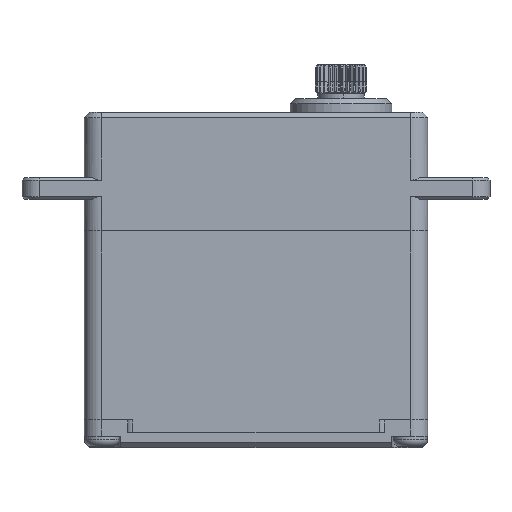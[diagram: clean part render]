
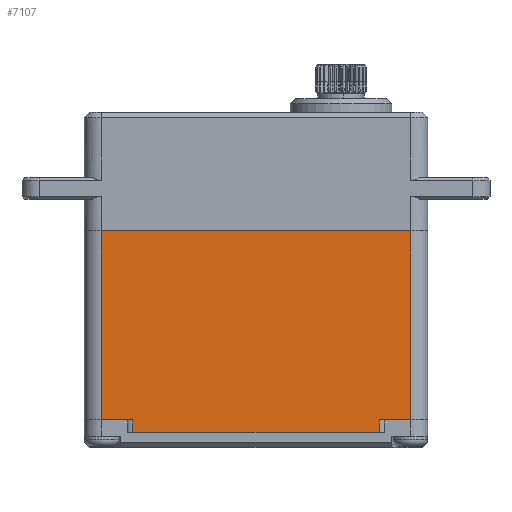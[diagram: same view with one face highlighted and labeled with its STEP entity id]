
A CAD part, top view. The second image highlights one B-rep face of the part: STEP entity #7107.
In plain terms, the highlighted planar face has unit normal (0, 0, 1).
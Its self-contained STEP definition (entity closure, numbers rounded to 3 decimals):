
#4653=DIRECTION('',(1.,0.,0.));
#4654=VECTOR('',#4653,36.);
#4655=CARTESIAN_POINT('',(-18.,0.,10.));
#4656=LINE('',#4655,#4654);
#4824=DIRECTION('',(1.,0.,0.));
#4825=VECTOR('',#4824,3.641);
#4826=CARTESIAN_POINT('',(-18.,-22.,10.));
#4827=LINE('',#4826,#4825);
#4869=DIRECTION('',(1.,0.,0.));
#4870=VECTOR('',#4869,3.641);
#4871=CARTESIAN_POINT('',(14.359,-22.,10.));
#4872=LINE('',#4871,#4870);
#5061=DIRECTION('',(1.,0.,0.));
#5062=VECTOR('',#5061,28.717);
#5063=CARTESIAN_POINT('',(-14.359,-23.5,10.));
#5064=LINE('',#5063,#5062);
#5224=DIRECTION('',(0.,-1.,0.));
#5225=VECTOR('',#5224,1.5);
#5226=CARTESIAN_POINT('',(-14.359,-22.,10.));
#5227=LINE('',#5226,#5225);
#5231=DIRECTION('',(0.,-1.,0.));
#5232=VECTOR('',#5231,22.);
#5233=CARTESIAN_POINT('',(-18.,0.,10.));
#5234=LINE('',#5233,#5232);
#5238=DIRECTION('',(0.,1.,0.));
#5239=VECTOR('',#5238,1.5);
#5240=CARTESIAN_POINT('',(14.359,-23.5,10.));
#5241=LINE('',#5240,#5239);
#5545=DIRECTION('',(0.,-1.,0.));
#5546=VECTOR('',#5545,22.);
#5547=CARTESIAN_POINT('',(18.,0.,10.));
#5548=LINE('',#5547,#5546);
#6423=CARTESIAN_POINT('',(-18.,0.,10.));
#6424=VERTEX_POINT('',#6423);
#6425=CARTESIAN_POINT('',(18.,0.,10.));
#6426=VERTEX_POINT('',#6425);
#6470=CARTESIAN_POINT('',(-18.,-22.,10.));
#6472=VERTEX_POINT('',#6470);
#6473=CARTESIAN_POINT('',(18.,-22.,10.));
#6475=VERTEX_POINT('',#6473);
#6505=CARTESIAN_POINT('',(-14.359,-23.5,10.));
#6507=VERTEX_POINT('',#6505);
#6511=CARTESIAN_POINT('',(-14.359,-22.,10.));
#6512=VERTEX_POINT('',#6511);
#6517=CARTESIAN_POINT('',(14.359,-23.5,10.));
#6518=VERTEX_POINT('',#6517);
#6519=CARTESIAN_POINT('',(14.359,-22.,10.));
#6520=VERTEX_POINT('',#6519);
#7089=CARTESIAN_POINT('',(-18.,0.,10.));
#7090=DIRECTION('',(0.,0.,1.));
#7091=DIRECTION('',(1.,0.,0.));
#7092=AXIS2_PLACEMENT_3D('',#7089,#7090,#7091);
#7093=PLANE('',#7092);
#7094=ORIENTED_EDGE('',*,*,#7084,.F.);
#7095=ORIENTED_EDGE('',*,*,#6836,.F.);
#7097=ORIENTED_EDGE('',*,*,#7096,.F.);
#7098=ORIENTED_EDGE('',*,*,#6734,.T.);
#7100=ORIENTED_EDGE('',*,*,#7099,.T.);
#7101=ORIENTED_EDGE('',*,*,#6867,.F.);
#7103=ORIENTED_EDGE('',*,*,#7102,.F.);
#7104=ORIENTED_EDGE('',*,*,#7002,.F.);
#7105=EDGE_LOOP('',(#7094,#7095,#7097,#7098,#7100,#7101,#7103,#7104));
#7106=FACE_OUTER_BOUND('',#7105,.F.);
#7107=ADVANCED_FACE('',(#7106),#7093,.T.);
#6734=EDGE_CURVE('',#6424,#6426,#4656,.T.);
#6836=EDGE_CURVE('',#6472,#6512,#4827,.T.);
#6867=EDGE_CURVE('',#6520,#6475,#4872,.T.);
#7002=EDGE_CURVE('',#6507,#6518,#5064,.T.);
#7084=EDGE_CURVE('',#6512,#6507,#5227,.T.);
#7096=EDGE_CURVE('',#6424,#6472,#5234,.T.);
#7099=EDGE_CURVE('',#6426,#6475,#5548,.T.);
#7102=EDGE_CURVE('',#6518,#6520,#5241,.T.);
